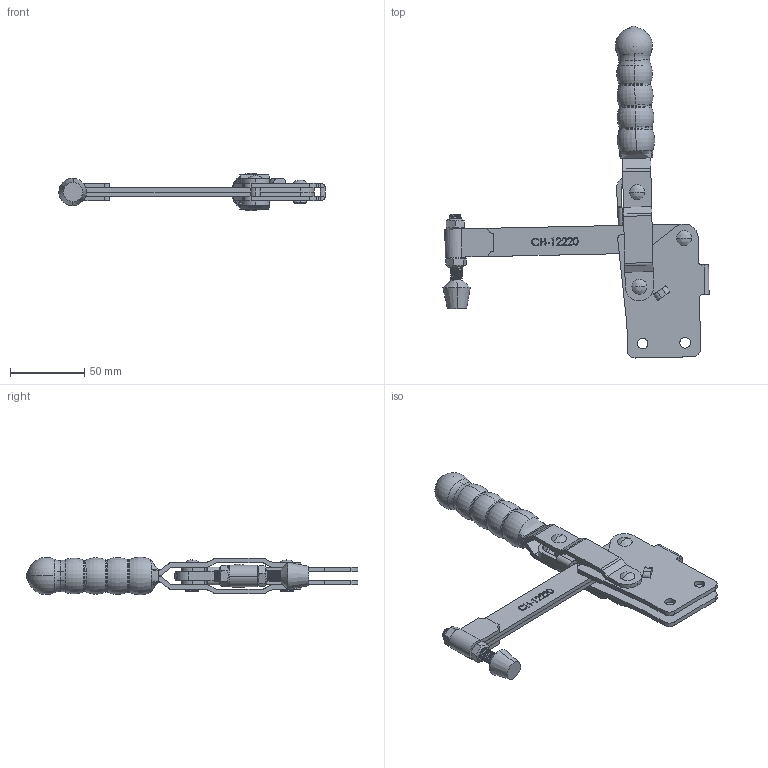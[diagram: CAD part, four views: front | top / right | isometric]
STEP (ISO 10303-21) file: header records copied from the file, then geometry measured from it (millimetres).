
FILE_DESCRIPTION (( 'STEP AP203' ), '1' );
FILE_NAME ('CH-12220.STEP', '2017-11-09T01:55:11', ( 'Windows' ), ( 'Microsoft' ), 'SwSTEP 2.0', 'SolidWorks 2015', '' );
FILE_SCHEMA (( 'CONFIG_CONTROL_DESIGN' ));
Length unit declared in the file: millimetre
Products named in the file (10): CH-FC-56212 SPINDLE SUPPLIED; CH-FC-56212 Nut; CH-12210-01; CH-12220-02_默认<按加工>; CH-12205綵竄忒參杶; CH-12205-03 STRAIGHT HANDLE; CH-12220; CH-12205-04 CONNECTING-PIATE; CH-12205-06; CH-12205-07
Assembly tree (12 placements, depth 2):
  CH-12220
    CH-12205-03 STRAIGHT HANDLE
    CH-12205-04 CONNECTING-PIATE
    CH-12205-06  x2
    CH-12205-07  x2
    CH-FC-56212 SPINDLE SUPPLIED
    CH-FC-56212 Nut  x2
    CH-12210-01
    CH-12220-02_默认<按加工>
    CH-12205綵竄忒參杶
Bounding box: 179.12 x 223.4 x 25.15 mm (x, y, z)
Volume: 106349.2 mm3; surface area: 73732.4 mm2
Topology: 15 solids, 15 shells, 543 faces, 1440 edges, 926 vertices
Faces by surface type: cylinder 209, plane 189, bspline 58, torus 48, cone 37, sphere 2
Entity records: 22480 total; most frequent: CARTESIAN_POINT 9864, ORIENTED_EDGE 2546, DIRECTION 2230, EDGE_CURVE 1273, VERTEX_POINT 831, AXIS2_PLACEMENT_3D 795, VECTOR 640, LINE 640
